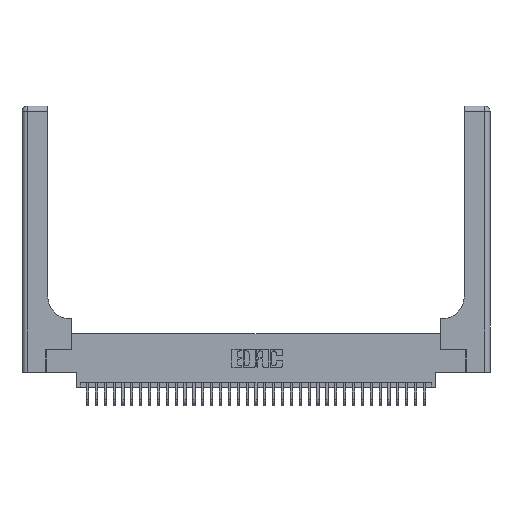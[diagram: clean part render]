
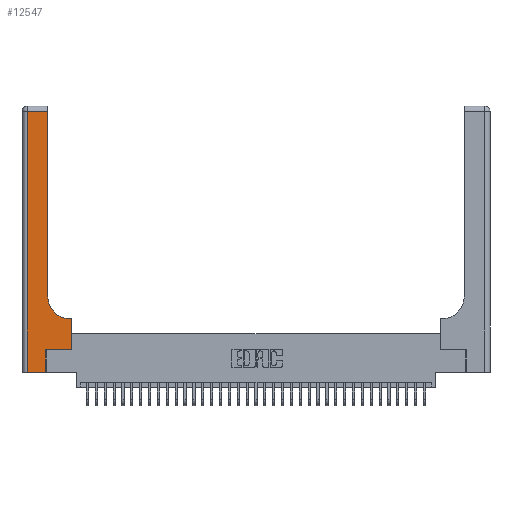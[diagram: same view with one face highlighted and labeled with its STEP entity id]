
A CAD part, top view. The second image highlights one B-rep face of the part: STEP entity #12547.
In plain terms, the highlighted planar face has unit normal (0, 0, 1).
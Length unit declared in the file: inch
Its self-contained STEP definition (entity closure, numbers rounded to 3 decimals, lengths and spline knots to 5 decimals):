
#31 = VERTEX_POINT ( 'NONE', #27294 ) ;
#112 = EDGE_CURVE ( 'NONE', #10416, #19361, #10117, .T. ) ;
#1228 = CARTESIAN_POINT ( 'NONE',  ( 0.06, 0., 0.37 ) ) ;
#1229 = CARTESIAN_POINT ( 'NONE',  ( 0.2915, 2.94, 0.37 ) ) ;
#1290 = CARTESIAN_POINT ( 'NONE',  ( 0.5585, 0.25, 0.37 ) ) ;
#3370 = VERTEX_POINT ( 'NONE', #1228 ) ;
#3521 = CARTESIAN_POINT ( 'NONE',  ( 0.269, 0., 0.37 ) ) ;
#3567 = CARTESIAN_POINT ( 'NONE',  ( 0., 0., 0.37 ) ) ;
#3775 = ORIENTED_EDGE ( 'NONE', *, *, #19379, .T. ) ;
#4970 = VECTOR ( 'NONE', #37913, 39.37008 ) ;
#5087 = PLANE ( 'NONE',  #28682 ) ;
#5114 = DIRECTION ( 'NONE',  ( 1., 0., 0. ) ) ;
#5239 = CARTESIAN_POINT ( 'NONE',  ( 0.06, 2.94, 0.37 ) ) ;
#5342 = VERTEX_POINT ( 'NONE', #33598 ) ;
#5430 = CARTESIAN_POINT ( 'NONE',  ( 0.06, 3., 0.37 ) ) ;
#5714 = LINE ( 'NONE', #37168, #34050 ) ;
#5960 = VERTEX_POINT ( 'NONE', #30258 ) ;
#6194 = ORIENTED_EDGE ( 'NONE', *, *, #7631, .T. ) ;
#6392 = EDGE_CURVE ( 'NONE', #16300, #31, #33022, .T. ) ;
#6844 = VECTOR ( 'NONE', #33711, 39.37008 ) ;
#7113 = LINE ( 'NONE', #5430, #21895 ) ;
#7208 = AXIS2_PLACEMENT_3D ( 'NONE', #24974, #7382, #27874 ) ;
#7282 = ORIENTED_EDGE ( 'NONE', *, *, #28800, .T. ) ;
#7382 = DIRECTION ( 'NONE',  ( 0., 0., -1. ) ) ;
#7631 = EDGE_CURVE ( 'NONE', #3370, #16300, #26753, .T. ) ;
#8078 = DIRECTION ( 'NONE',  ( 0., 0., -1. ) ) ;
#9379 = CIRCLE ( 'NONE', #7208, 0.25 ) ;
#10117 = LINE ( 'NONE', #30930, #4970 ) ;
#10416 = VERTEX_POINT ( 'NONE', #1290 ) ;
#11380 = EDGE_LOOP ( 'NONE', ( #32921, #7282, #12866, #6194, #20492, #12514, #20491, #3775, #37312 ) ) ;
#12514 = ORIENTED_EDGE ( 'NONE', *, *, #13818, .T. ) ;
#12547 = ADVANCED_FACE ( 'NONE', ( #29962 ), #5087, .F. ) ;
#12866 = ORIENTED_EDGE ( 'NONE', *, *, #24984, .T. ) ;
#13172 = CARTESIAN_POINT ( 'NONE',  ( 0.5585, 0.6, 0.37 ) ) ;
#13818 = EDGE_CURVE ( 'NONE', #31, #10416, #23603, .T. ) ;
#14022 = DIRECTION ( 'NONE',  ( -1., 0., 0. ) ) ;
#14942 = VECTOR ( 'NONE', #24199, 39.37008 ) ;
#15864 = VECTOR ( 'NONE', #5114, 39.37008 ) ;
#16300 = VERTEX_POINT ( 'NONE', #3521 ) ;
#16487 = VERTEX_POINT ( 'NONE', #1229 ) ;
#17612 = VECTOR ( 'NONE', #34905, 39.37008 ) ;
#19324 = CARTESIAN_POINT ( 'NONE',  ( 0.2915, 3., 0.37 ) ) ;
#19361 = VERTEX_POINT ( 'NONE', #13172 ) ;
#19379 = EDGE_CURVE ( 'NONE', #19361, #5960, #24086, .T. ) ;
#20491 = ORIENTED_EDGE ( 'NONE', *, *, #112, .T. ) ;
#20492 = ORIENTED_EDGE ( 'NONE', *, *, #6392, .T. ) ;
#21784 = EDGE_CURVE ( 'NONE', #5342, #16487, #30178, .T. ) ;
#21895 = VECTOR ( 'NONE', #23109, 39.37008 ) ;
#22002 = DIRECTION ( 'NONE',  ( -1., 0., 0. ) ) ;
#23109 = DIRECTION ( 'NONE',  ( 0., -1., 0. ) ) ;
#23603 = LINE ( 'NONE', #37135, #15864 ) ;
#24086 = LINE ( 'NONE', #33473, #30810 ) ;
#24199 = DIRECTION ( 'NONE',  ( 1., 0., 0. ) ) ;
#24974 = CARTESIAN_POINT ( 'NONE',  ( 0.5415, 0.85, 0.37 ) ) ;
#24984 = EDGE_CURVE ( 'NONE', #34319, #3370, #7113, .T. ) ;
#25677 = CARTESIAN_POINT ( 'NONE',  ( 0., 3., 0.37 ) ) ;
#26753 = LINE ( 'NONE', #3567, #14942 ) ;
#27294 = CARTESIAN_POINT ( 'NONE',  ( 0.269, 0.25, 0.37 ) ) ;
#27874 = DIRECTION ( 'NONE',  ( 1., 0., 0. ) ) ;
#28560 = DIRECTION ( 'NONE',  ( -1., 0., 0. ) ) ;
#28682 = AXIS2_PLACEMENT_3D ( 'NONE', #25677, #8078, #28560 ) ;
#28800 = EDGE_CURVE ( 'NONE', #16487, #34319, #5714, .T. ) ;
#29962 = FACE_OUTER_BOUND ( 'NONE', #11380, .T. ) ;
#30178 = LINE ( 'NONE', #19324, #6844 ) ;
#30258 = CARTESIAN_POINT ( 'NONE',  ( 0.5415, 0.6, 0.37 ) ) ;
#30810 = VECTOR ( 'NONE', #22002, 39.37008 ) ;
#30930 = CARTESIAN_POINT ( 'NONE',  ( 0.5585, 0.25, 0.37 ) ) ;
#32921 = ORIENTED_EDGE ( 'NONE', *, *, #21784, .T. ) ;
#33022 = LINE ( 'NONE', #37793, #17612 ) ;
#33473 = CARTESIAN_POINT ( 'NONE',  ( 0.2915, 0.6, 0.37 ) ) ;
#33598 = CARTESIAN_POINT ( 'NONE',  ( 0.2915, 0.85, 0.37 ) ) ;
#33711 = DIRECTION ( 'NONE',  ( 0., 1., 0. ) ) ;
#34050 = VECTOR ( 'NONE', #14022, 39.37008 ) ;
#34319 = VERTEX_POINT ( 'NONE', #5239 ) ;
#34905 = DIRECTION ( 'NONE',  ( 0., 1., 0. ) ) ;
#37135 = CARTESIAN_POINT ( 'NONE',  ( 0.269, 0.25, 0.37 ) ) ;
#37168 = CARTESIAN_POINT ( 'NONE',  ( 0., 2.94, 0.37 ) ) ;
#37312 = ORIENTED_EDGE ( 'NONE', *, *, #37313, .T. ) ;
#37313 = EDGE_CURVE ( 'NONE', #5960, #5342, #9379, .T. ) ;
#37793 = CARTESIAN_POINT ( 'NONE',  ( 0.269, 0., 0.37 ) ) ;
#37913 = DIRECTION ( 'NONE',  ( 0., 1., 0. ) ) ;
